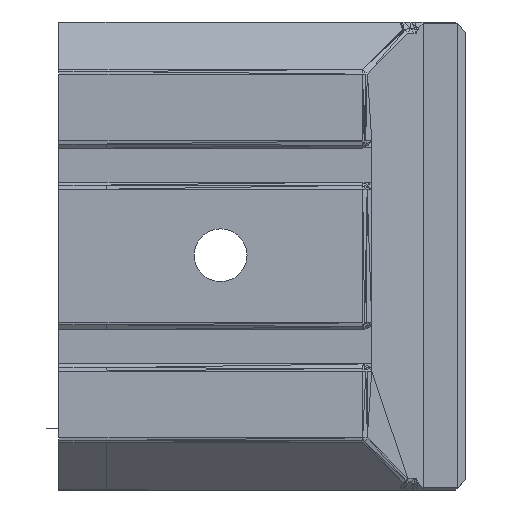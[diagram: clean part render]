
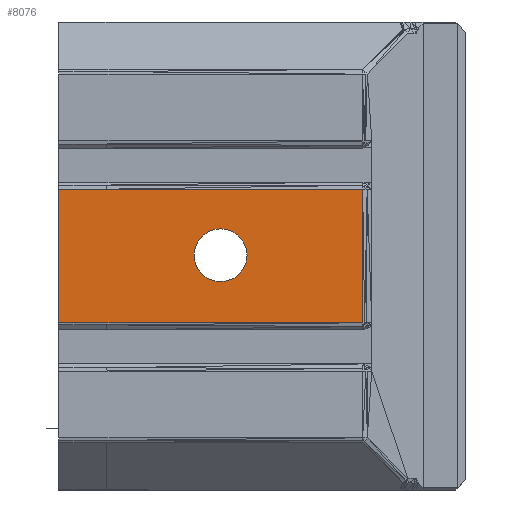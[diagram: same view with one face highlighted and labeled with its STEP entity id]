
A CAD part, front view. The second image highlights one B-rep face of the part: STEP entity #8076.
In plain terms, the highlighted planar face has unit normal (0, -1, 0).
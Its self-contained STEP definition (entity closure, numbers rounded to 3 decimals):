
#242=CIRCLE('',#8624,1.55);
#249=FACE_BOUND('',#824,.T.);
#288=FACE_OUTER_BOUND('',#823,.T.);
#823=EDGE_LOOP('',(#5423,#5424,#5425,#5426));
#824=EDGE_LOOP('',(#5427));
#1417=LINE('',#11188,#2442);
#1480=LINE('',#11313,#2505);
#1483=LINE('',#11319,#2508);
#1484=LINE('',#11320,#2509);
#2442=VECTOR('',#9175,10.);
#2505=VECTOR('',#9264,1.);
#2508=VECTOR('',#9269,10.);
#2509=VECTOR('',#9270,1.);
#3454=VERTEX_POINT('',#11185);
#3455=VERTEX_POINT('',#11187);
#3504=VERTEX_POINT('',#11312);
#3506=VERTEX_POINT('',#11318);
#3507=VERTEX_POINT('',#11321);
#4123=EDGE_CURVE('',#3455,#3454,#1417,.T.);
#4186=EDGE_CURVE('',#3504,#3455,#1480,.T.);
#4189=EDGE_CURVE('',#3454,#3506,#1483,.T.);
#4190=EDGE_CURVE('',#3504,#3506,#1484,.T.);
#4191=EDGE_CURVE('',#3507,#3507,#242,.T.);
#5423=ORIENTED_EDGE('',*,*,#4123,.T.);
#5424=ORIENTED_EDGE('',*,*,#4189,.T.);
#5425=ORIENTED_EDGE('',*,*,#4190,.F.);
#5426=ORIENTED_EDGE('',*,*,#4186,.T.);
#5427=ORIENTED_EDGE('',*,*,#4191,.T.);
#7618=PLANE('',#8623);
#8076=ADVANCED_FACE('',(#288,#249),#7618,.T.);
#8623=AXIS2_PLACEMENT_3D('',#11317,#9267,#9268);
#8624=AXIS2_PLACEMENT_3D('',#11322,#9271,#9272);
#9175=DIRECTION('',(0.,0.,-1.));
#9264=DIRECTION('',(-1.,0.,0.));
#9267=DIRECTION('center_axis',(0.,-1.,0.));
#9268=DIRECTION('ref_axis',(-1.,0.,0.));
#9269=DIRECTION('',(1.,0.,0.));
#9270=DIRECTION('',(0.,0.,-1.));
#9271=DIRECTION('center_axis',(0.,1.,0.));
#9272=DIRECTION('ref_axis',(1.,0.,0.));
#11185=CARTESIAN_POINT('',(176.739,-151.286,-224.158));
#11187=CARTESIAN_POINT('',(176.739,-151.286,-216.306));
#11188=CARTESIAN_POINT('',(176.739,-151.286,-220.855));
#11312=CARTESIAN_POINT('',(194.59,-151.286,-216.306));
#11313=CARTESIAN_POINT('',(194.59,-151.286,-216.306));
#11317=CARTESIAN_POINT('Origin',(186.379,-151.286,-221.478));
#11318=CARTESIAN_POINT('',(194.59,-151.286,-224.158));
#11319=CARTESIAN_POINT('',(182.951,-151.286,-224.158));
#11320=CARTESIAN_POINT('',(194.59,-151.286,-216.306));
#11321=CARTESIAN_POINT('',(184.694,-151.286,-220.185));
#11322=CARTESIAN_POINT('Origin',(186.244,-151.286,-220.185));
